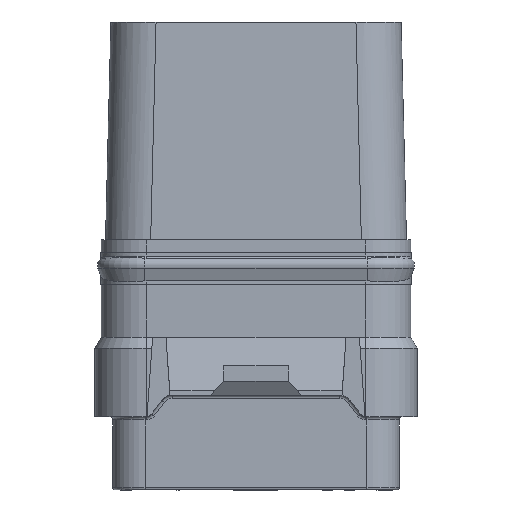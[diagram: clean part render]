
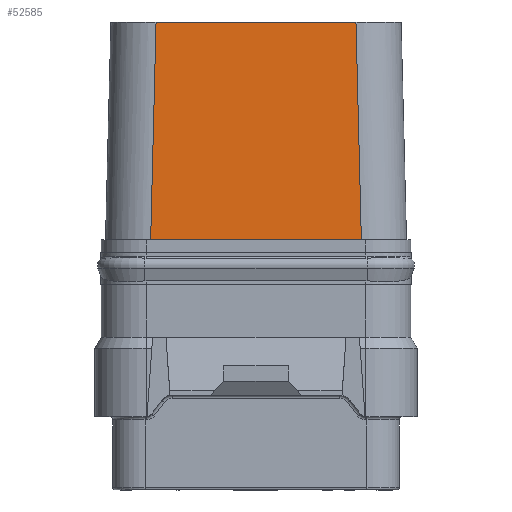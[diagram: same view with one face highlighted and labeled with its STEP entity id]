
A CAD part, front view. The second image highlights one B-rep face of the part: STEP entity #52585.
In plain terms, the highlighted planar face has unit normal (0, -1, 0.025).
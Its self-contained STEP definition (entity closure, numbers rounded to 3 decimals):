
#3642=DIRECTION('',(1.,0.,0.));
#3643=VECTOR('',#3642,9.3);
#3644=CARTESIAN_POINT('',(-4.65,-5.75,10.12));
#3645=LINE('',#3644,#3643);
#5221=DIRECTION('',(1.,0.,0.));
#5222=VECTOR('',#5221,9.8);
#5223=CARTESIAN_POINT('',(-4.9,-6.,0.));
#5224=LINE('',#5223,#5222);
#5271=DIRECTION('',(-0.025,0.025,0.999));
#5272=VECTOR('',#5271,10.126);
#5273=CARTESIAN_POINT('',(4.9,-6.,0.));
#5274=LINE('',#5273,#5272);
#5275=DIRECTION('',(0.025,0.025,0.999));
#5276=VECTOR('',#5275,10.126);
#5277=CARTESIAN_POINT('',(-4.9,-6.,0.));
#5278=LINE('',#5277,#5276);
#39221=CARTESIAN_POINT('',(-4.65,-5.75,10.12));
#39222=VERTEX_POINT('',#39221);
#39223=CARTESIAN_POINT('',(4.65,-5.75,10.12));
#39224=VERTEX_POINT('',#39223);
#39237=CARTESIAN_POINT('',(-4.9,-6.,0.));
#39238=VERTEX_POINT('',#39237);
#39239=CARTESIAN_POINT('',(4.9,-6.,0.));
#39240=VERTEX_POINT('',#39239);
#52573=CARTESIAN_POINT('',(0.,-5.875,5.06));
#52574=DIRECTION('',(0.,-1.,0.025));
#52575=DIRECTION('',(1.,0.,0.));
#52576=AXIS2_PLACEMENT_3D('',#52573,#52574,#52575);
#52577=PLANE('',#52576);
#52578=ORIENTED_EDGE('',*,*,#52345,.F.);
#52580=ORIENTED_EDGE('',*,*,#52579,.T.);
#52581=ORIENTED_EDGE('',*,*,#51486,.T.);
#52582=ORIENTED_EDGE('',*,*,#52566,.F.);
#52583=EDGE_LOOP('',(#52578,#52580,#52581,#52582));
#52584=FACE_OUTER_BOUND('',#52583,.F.);
#52585=ADVANCED_FACE('',(#52584),#52577,.T.);
#51486=EDGE_CURVE('',#39222,#39224,#3645,.T.);
#52345=EDGE_CURVE('',#39238,#39240,#5224,.T.);
#52566=EDGE_CURVE('',#39240,#39224,#5274,.T.);
#52579=EDGE_CURVE('',#39238,#39222,#5278,.T.);
